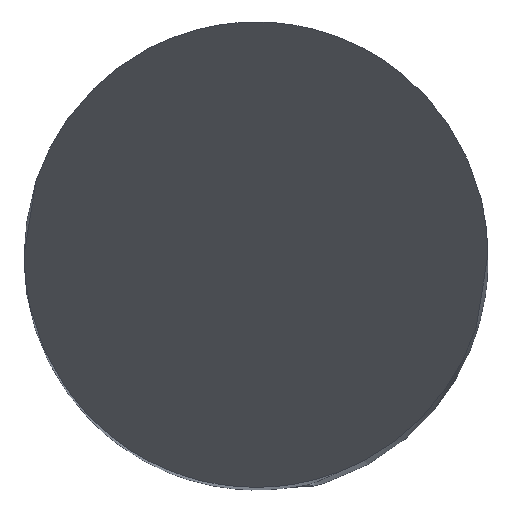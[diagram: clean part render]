
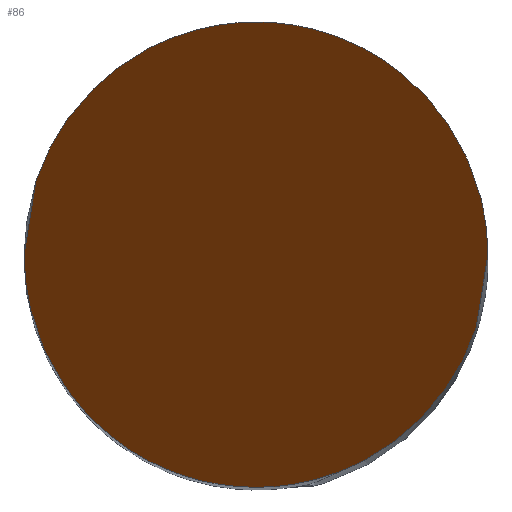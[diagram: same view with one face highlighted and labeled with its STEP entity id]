
A CAD part, top view. The second image highlights one B-rep face of the part: STEP entity #86.
In plain terms, the highlighted planar face has unit normal (0, -0.866, 0.5).
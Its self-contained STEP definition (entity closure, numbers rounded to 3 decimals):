
#53=PLANE('',#604);
#86=ADVANCED_FACE('',(#124),#53,.F.);
#124=FACE_OUTER_BOUND('',#154,.T.);
#154=EDGE_LOOP('',(#313,#314));
#313=ORIENTED_EDGE('',*,*,#401,.F.);
#314=ORIENTED_EDGE('',*,*,#407,.F.);
#352=VERTEX_POINT('',#770);
#353=VERTEX_POINT('',#775);
#401=EDGE_CURVE('',#352,#353,#538,.T.);
#407=EDGE_CURVE('',#353,#352,#541,.T.);
#538=(
BOUNDED_CURVE()
B_SPLINE_CURVE(3,(#771,#772,#773,#774),.UNSPECIFIED.,.F.,.F.)
B_SPLINE_CURVE_WITH_KNOTS((4,4),(0.,1.),.UNSPECIFIED.)
CURVE()
GEOMETRIC_REPRESENTATION_ITEM()
RATIONAL_B_SPLINE_CURVE((1.,0.333,0.333,1.))
REPRESENTATION_ITEM('')
);
#541=(
BOUNDED_CURVE()
B_SPLINE_CURVE(3,(#798,#799,#800,#801),.UNSPECIFIED.,.F.,.F.)
B_SPLINE_CURVE_WITH_KNOTS((4,4),(0.,1.),.UNSPECIFIED.)
CURVE()
GEOMETRIC_REPRESENTATION_ITEM()
RATIONAL_B_SPLINE_CURVE((1.,0.333,0.333,1.))
REPRESENTATION_ITEM('')
);
#604=AXIS2_PLACEMENT_3D('',#1097,#698,#699);
#698=DIRECTION('',(0.,0.866,-0.5));
#699=DIRECTION('',(0.,0.5,0.866));
#770=CARTESIAN_POINT('',(-2.5,0.,0.));
#771=CARTESIAN_POINT('',(-2.5,0.,0.));
#772=CARTESIAN_POINT('',(-2.5,5.,8.66));
#773=CARTESIAN_POINT('',(2.5,5.,8.66));
#774=CARTESIAN_POINT('',(2.5,0.,0.));
#775=CARTESIAN_POINT('',(2.5,0.,0.));
#798=CARTESIAN_POINT('',(2.5,0.,0.));
#799=CARTESIAN_POINT('',(2.5,-5.,-8.66));
#800=CARTESIAN_POINT('',(-2.5,-5.,-8.66));
#801=CARTESIAN_POINT('',(-2.5,0.,0.));
#1097=CARTESIAN_POINT('',(2.5,2.5,4.33));
